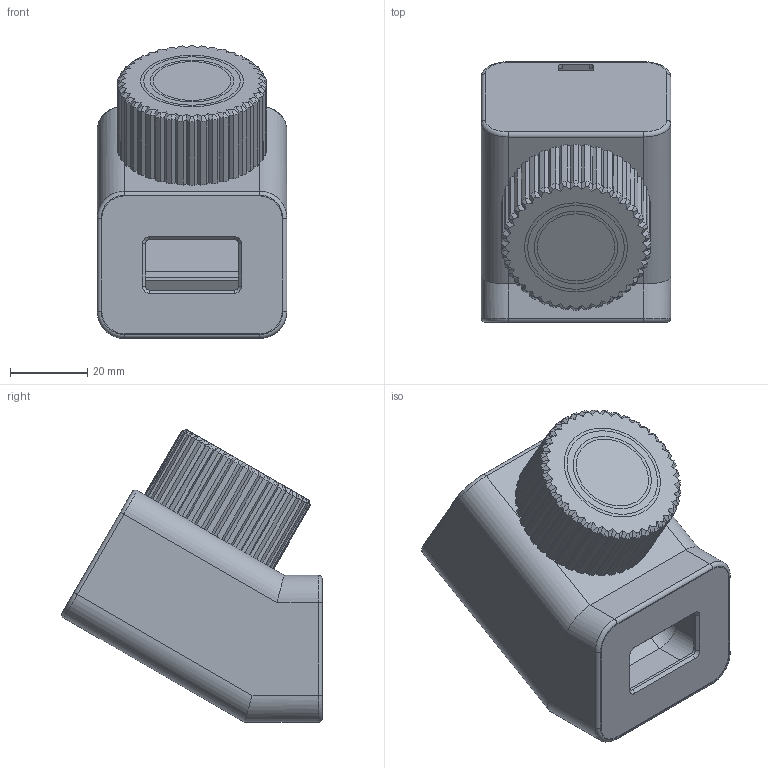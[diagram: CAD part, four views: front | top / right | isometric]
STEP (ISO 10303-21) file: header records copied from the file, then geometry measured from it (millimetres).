
FILE_DESCRIPTION(/* description */ ('STEP AP242','CAx-IF Rec.Pracs.---Representation and Presentation of Product Manufacturing Information (PMI)---4.0---2014-10-13','CAx-IF Rec.Pracs.---3D Tessellated Geometry---0.4---2014-09-14','2;1'),/* implementation_level */ '2;1');
FILE_NAME(/* name */ '66f53943fe8ad11fe82879c4',/* time_stamp */ '2024-09-26T10:36:52Z',/* author */ (''),/* organization */ (''),/* preprocessor_version */ 'ST-DEVELOPER v20',/* originating_system */ ' ',/* authorisation */ ' ');
FILE_SCHEMA (('AP242_MANAGED_MODEL_BASED_3D_ENGINEERING_MIM_LF { 1 0 10303 442 1 1 4 }'));
Length unit declared in the file: metre
Products named in the file (6): Assembly 1; small groove; big groove; Faceplate; classic; Shell
Assembly tree (5 placements, depth 2):
  Assembly 1
    small groove
    big groove
    Faceplate
    classic
    Shell
Bounding box: 49 x 67.27 x 75.67 mm (x, y, z)
Volume: 46691.3 mm3; surface area: 33573 mm2
Topology: 5 solids, 5 shells, 415 faces, 994 edges, 607 vertices
Faces by surface type: plane 248, cylinder 107, cone 52, torus 8
Full cylindrical faces by diameter (mm): 2.2 x4, 3.8 x4, 7.2 x1, 13 x1, 20 x2, 21.6 x2, 25 x2, 26.6 x2
Entity records: 11947 total; most frequent: CARTESIAN_POINT 2238, DIRECTION 2001, ORIENTED_EDGE 1946, EDGE_CURVE 973, AXIS2_PLACEMENT_3D 687, LINE 627, VECTOR 627, VERTEX_POINT 604
